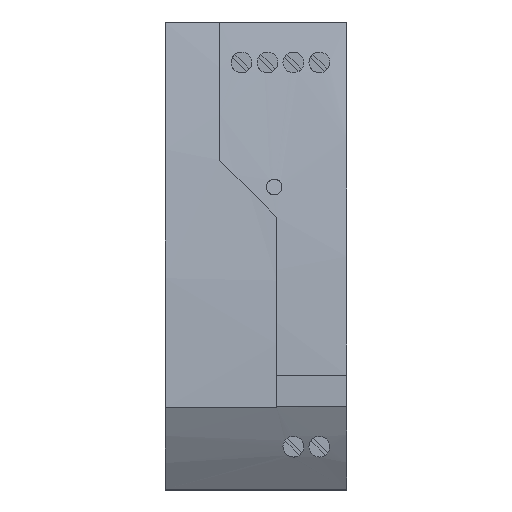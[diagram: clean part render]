
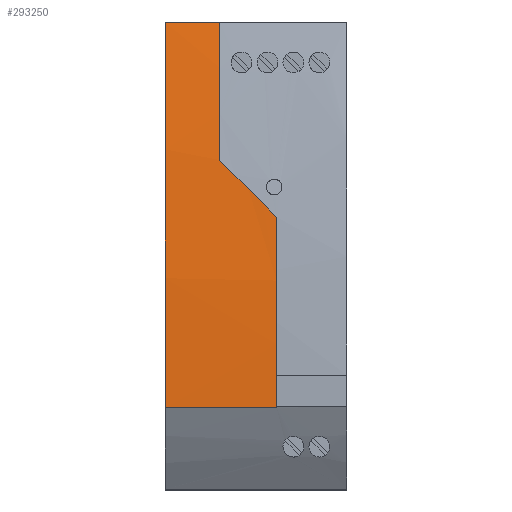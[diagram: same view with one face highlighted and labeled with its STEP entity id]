
A CAD part, top view. The second image highlights one B-rep face of the part: STEP entity #293250.
In plain terms, the highlighted cylindrical face has radius 349.75 mm (diameter 699.5 mm), a partial arc.
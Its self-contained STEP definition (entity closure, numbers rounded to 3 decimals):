
#155950=CARTESIAN_POINT('',(44.998,80.772,-21.5));
#155960=VERTEX_POINT('',#155950);
#155990=CARTESIAN_POINT('',(-34.017,-259.935,-21.5));
#156000=DIRECTION('',(0.,0.,-1.));
#156010=DIRECTION('',(0.15,0.989,0.));
#156020=AXIS2_PLACEMENT_3D('',#155990,#156000,#156010);
#156030=CIRCLE('',#156020,349.75);
#156040=CARTESIAN_POINT('',(-29.346,89.784,-21.5));
#156050=VERTEX_POINT('',#156040);
#156060=EDGE_CURVE('',#156050,#155960,#156030,.T.);
#158080=CARTESIAN_POINT('',(-29.346,89.784,1.));
#158090=DIRECTION('',(0.,0.,1.));
#158100=VECTOR('',#158090,1.);
#158110=LINE('',#158080,#158100);
#158120=CARTESIAN_POINT('',(-29.346,89.784,0.));
#158130=VERTEX_POINT('',#158120);
#158140=EDGE_CURVE('',#156050,#158130,#158110,.T.);
#260160=CARTESIAN_POINT('',(44.998,80.772,-11.));
#260170=VERTEX_POINT('',#260160);
#260220=CARTESIAN_POINT('',(44.998,80.772,0.));
#260230=DIRECTION('',(0.,0.,-1.));
#260240=VECTOR('',#260230,1.);
#260250=LINE('',#260220,#260240);
#260260=EDGE_CURVE('',#260170,#155960,#260250,.T.);
#292900=CARTESIAN_POINT('',(-34.017,-259.935,0.));
#292910=DIRECTION('',(0.,0.,-1.));
#292920=DIRECTION('',(0.15,0.989,0.));
#292930=AXIS2_PLACEMENT_3D('',#292900,#292910,#292920);
#292940=CYLINDRICAL_SURFACE('',#292930,349.75);
#292950=ORIENTED_EDGE('',*,*,#260260,.T.);
#292960=CARTESIAN_POINT('',(-34.017,-259.935,-11.));
#292970=DIRECTION('',(0.,0.,-1.));
#292980=DIRECTION('',(0.15,0.989,0.));
#292990=AXIS2_PLACEMENT_3D('',#292960,#292970,#292980);
#293000=CIRCLE('',#292990,349.75);
#293010=CARTESIAN_POINT('',(18.398,85.865,-11.));
#293020=VERTEX_POINT('',#293010);
#293030=EDGE_CURVE('',#293020,#260170,#293000,.T.);
#293040=ORIENTED_EDGE('',*,*,#293030,.T.);
#293050=CARTESIAN_POINT('',(-34.017,-259.935,
41.416));
#293060=DIRECTION('',(-0.707,0.,-0.707));
#293070=DIRECTION('',(0.707,0.,
-0.707));
#293080=AXIS2_PLACEMENT_3D('',#293050,#293060,#293070);
#293090=ELLIPSE('',#293080,494.621,349.75);
#293100=CARTESIAN_POINT('',(7.398,87.354,0.));
#293110=VERTEX_POINT('',#293100);
#293120=EDGE_CURVE('',#293110,#293020,#293090,.T.);
#293130=ORIENTED_EDGE('',*,*,#293120,.T.);
#293140=CARTESIAN_POINT('',(-34.017,-259.935,0.));
#293150=DIRECTION('',(0.,0.,-1.));
#293160=DIRECTION('',(0.15,0.989,0.));
#293170=AXIS2_PLACEMENT_3D('',#293140,#293150,#293160);
#293180=CIRCLE('',#293170,349.75);
#293190=EDGE_CURVE('',#158130,#293110,#293180,.T.);
#293200=ORIENTED_EDGE('',*,*,#293190,.T.);
#293210=ORIENTED_EDGE('',*,*,#158140,.T.);
#293220=ORIENTED_EDGE('',*,*,#156060,.F.);
#293230=EDGE_LOOP('',(#293220,#293210,#293200,#293130,#293040,#292950));
#293240=FACE_OUTER_BOUND('',#293230,.T.);
#293250=ADVANCED_FACE('',(#293240),#292940,.T.);
